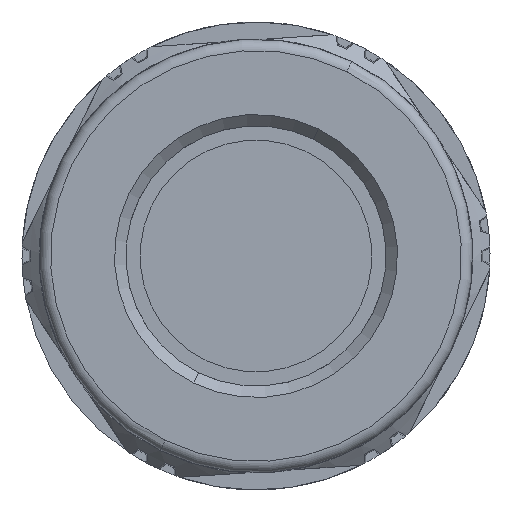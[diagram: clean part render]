
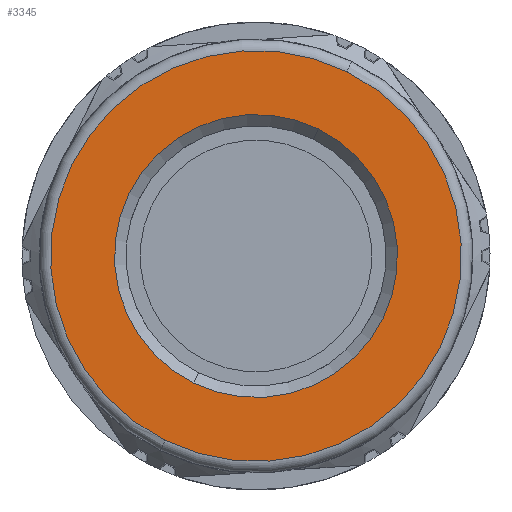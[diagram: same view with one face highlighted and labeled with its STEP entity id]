
A CAD part, front view. The second image highlights one B-rep face of the part: STEP entity #3345.
In plain terms, the highlighted planar face has unit normal (0, -1, 0).
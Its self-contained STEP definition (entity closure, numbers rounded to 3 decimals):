
#102=FACE_BOUND('',#5309,.T.);
#103=FACE_BOUND('',#5310,.T.);
#225=PLANE('',#17581);
#3345=ADVANCED_FACE('',(#102,#103),#225,.T.);
#5309=EDGE_LOOP('',(#7509,#7510,#7511,#7512));
#5310=EDGE_LOOP('',(#7513,#7514,#7515,#7516));
#6268=CIRCLE('',#17553,6.2);
#6269=CIRCLE('',#17554,6.2);
#6280=CIRCLE('',#17570,6.2);
#6281=CIRCLE('',#17571,6.2);
#6285=CIRCLE('',#17576,9.);
#6286=CIRCLE('',#17577,9.);
#6287=CIRCLE('',#17579,9.);
#6288=CIRCLE('',#17580,9.);
#7509=ORIENTED_EDGE('',*,*,#14224,.F.);
#7510=ORIENTED_EDGE('',*,*,#14223,.F.);
#7511=ORIENTED_EDGE('',*,*,#14239,.F.);
#7512=ORIENTED_EDGE('',*,*,#14238,.F.);
#7513=ORIENTED_EDGE('',*,*,#14245,.T.);
#7514=ORIENTED_EDGE('',*,*,#14246,.F.);
#7515=ORIENTED_EDGE('',*,*,#14244,.T.);
#7516=ORIENTED_EDGE('',*,*,#14243,.F.);
#12439=VERTEX_POINT('',#27017);
#12440=VERTEX_POINT('',#27019);
#12441=VERTEX_POINT('',#27021);
#12449=VERTEX_POINT('',#27048);
#12451=VERTEX_POINT('',#27053);
#12453=VERTEX_POINT('',#27057);
#12454=VERTEX_POINT('',#27059);
#12455=VERTEX_POINT('',#27063);
#14223=EDGE_CURVE('',#12439,#12440,#6268,.T.);
#14224=EDGE_CURVE('',#12440,#12441,#6269,.T.);
#14238=EDGE_CURVE('',#12441,#12449,#6280,.T.);
#14239=EDGE_CURVE('',#12449,#12439,#6281,.T.);
#14243=EDGE_CURVE('',#12453,#12454,#6285,.T.);
#14244=EDGE_CURVE('',#12451,#12454,#6286,.T.);
#14245=EDGE_CURVE('',#12453,#12455,#6287,.T.);
#14246=EDGE_CURVE('',#12451,#12455,#6288,.T.);
#17553=AXIS2_PLACEMENT_3D('',#27018,#19515,#19516);
#17554=AXIS2_PLACEMENT_3D('',#27020,#19517,#19518);
#17570=AXIS2_PLACEMENT_3D('',#27047,#19552,#19553);
#17571=AXIS2_PLACEMENT_3D('',#27049,#19554,#19555);
#17576=AXIS2_PLACEMENT_3D('',#27058,#19564,#19565);
#17577=AXIS2_PLACEMENT_3D('',#27060,#19566,#19567);
#17579=AXIS2_PLACEMENT_3D('',#27062,#19570,#19571);
#17580=AXIS2_PLACEMENT_3D('',#27064,#19572,#19573);
#17581=AXIS2_PLACEMENT_3D('',#27065,#19574,#19575);
#19515=DIRECTION('',(0.,-1.,0.));
#19516=DIRECTION('',(0.441,0.,0.897));
#19517=DIRECTION('',(0.,-1.,0.));
#19518=DIRECTION('',(-0.897,0.,0.441));
#19552=DIRECTION('',(0.,-1.,0.));
#19553=DIRECTION('',(-0.441,0.,-0.897));
#19554=DIRECTION('',(0.,-1.,0.));
#19555=DIRECTION('',(0.897,0.,-0.441));
#19564=DIRECTION('',(0.,1.,0.));
#19565=DIRECTION('',(0.446,0.,0.895));
#19566=DIRECTION('',(0.,-1.,0.));
#19567=DIRECTION('',(0.446,0.,0.895));
#19570=DIRECTION('',(0.,-1.,0.));
#19571=DIRECTION('',(-0.446,0.,-0.895));
#19572=DIRECTION('',(0.,1.,0.));
#19573=DIRECTION('',(-0.446,0.,-0.895));
#19574=DIRECTION('',(0.,-1.,0.));
#19575=DIRECTION('',(0.441,0.,0.897));
#27017=CARTESIAN_POINT('',(2.737,-50.45,5.563));
#27018=CARTESIAN_POINT('',(0.,-50.45,0.));
#27019=CARTESIAN_POINT('',(-5.563,-50.45,2.737));
#27020=CARTESIAN_POINT('',(0.,-50.45,0.));
#27021=CARTESIAN_POINT('',(-2.737,-50.45,-5.563));
#27047=CARTESIAN_POINT('',(0.,-50.45,0.));
#27048=CARTESIAN_POINT('',(5.563,-50.45,-2.737));
#27049=CARTESIAN_POINT('',(0.,-50.45,0.));
#27053=CARTESIAN_POINT('',(-3.973,-50.45,-8.076));
#27057=CARTESIAN_POINT('',(3.973,-50.45,8.076));
#27058=CARTESIAN_POINT('',(0.,-50.45,0.));
#27059=CARTESIAN_POINT('',(4.016,-50.45,8.054));
#27060=CARTESIAN_POINT('',(0.,-50.45,0.));
#27062=CARTESIAN_POINT('',(0.,-50.45,0.));
#27063=CARTESIAN_POINT('',(-4.016,-50.45,-8.054));
#27064=CARTESIAN_POINT('',(0.,-50.45,0.));
#27065=CARTESIAN_POINT('',(0.,-50.45,0.));
